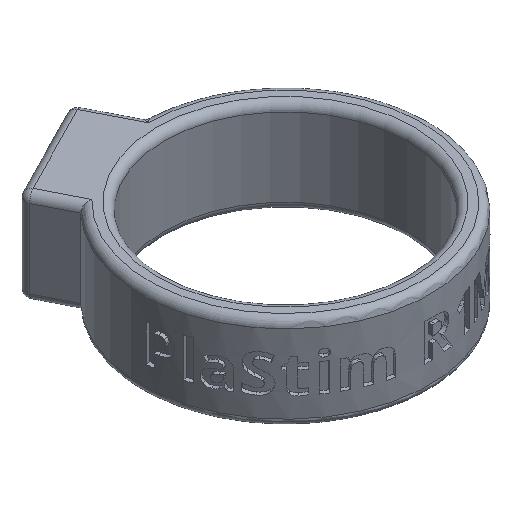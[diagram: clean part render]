
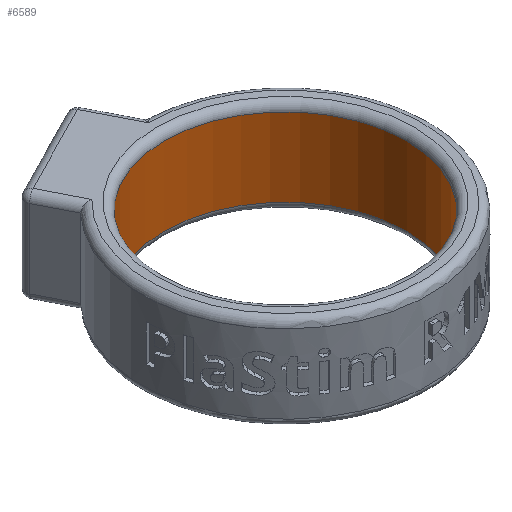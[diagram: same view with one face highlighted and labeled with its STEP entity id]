
A CAD part, isometric view. The second image highlights one B-rep face of the part: STEP entity #6589.
In plain terms, the highlighted cylindrical face has radius 15.5 mm (diameter 31 mm), a full revolution.
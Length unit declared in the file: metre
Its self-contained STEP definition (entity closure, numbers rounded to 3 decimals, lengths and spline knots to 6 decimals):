
#1387=CIRCLE('',#7068,0.0155);
#1388=CIRCLE('',#7070,0.0155);
#3345=ORIENTED_EDGE('',*,*,#4339,.T.);
#3346=ORIENTED_EDGE('',*,*,#4342,.F.);
#4339=EDGE_CURVE('',#4993,#4993,#1387,.T.);
#4342=EDGE_CURVE('',#4995,#4995,#1388,.T.);
#4993=VERTEX_POINT('',#12522);
#4995=VERTEX_POINT('',#12528);
#5736=EDGE_LOOP('',(#3345));
#5737=EDGE_LOOP('',(#3346));
#6149=FACE_BOUND('',#5736,.T.);
#6150=FACE_BOUND('',#5737,.T.);
#6222=CYLINDRICAL_SURFACE('',#7071,0.0155);
#6589=ADVANCED_FACE('',(#6149,#6150),#6222,.F.);
#7068=AXIS2_PLACEMENT_3D('',#12521,#8395,#8396);
#7070=AXIS2_PLACEMENT_3D('',#12527,#8401,#8402);
#7071=AXIS2_PLACEMENT_3D('',#12529,#8403,#8404);
#8395=DIRECTION('',(0.,0.,1.));
#8396=DIRECTION('',(1.,0.,0.));
#8401=DIRECTION('',(0.,0.,1.));
#8402=DIRECTION('',(1.,0.,0.));
#8403=DIRECTION('',(0.,0.,-1.));
#8404=DIRECTION('',(-1.,0.,0.));
#12521=CARTESIAN_POINT('',(0.,0.,0.005));
#12522=CARTESIAN_POINT('',(0.0155,0.,0.005));
#12527=CARTESIAN_POINT('',(0.,0.,-0.005));
#12528=CARTESIAN_POINT('',(0.0155,0.,-0.005));
#12529=CARTESIAN_POINT('',(0.,0.,0.005));
